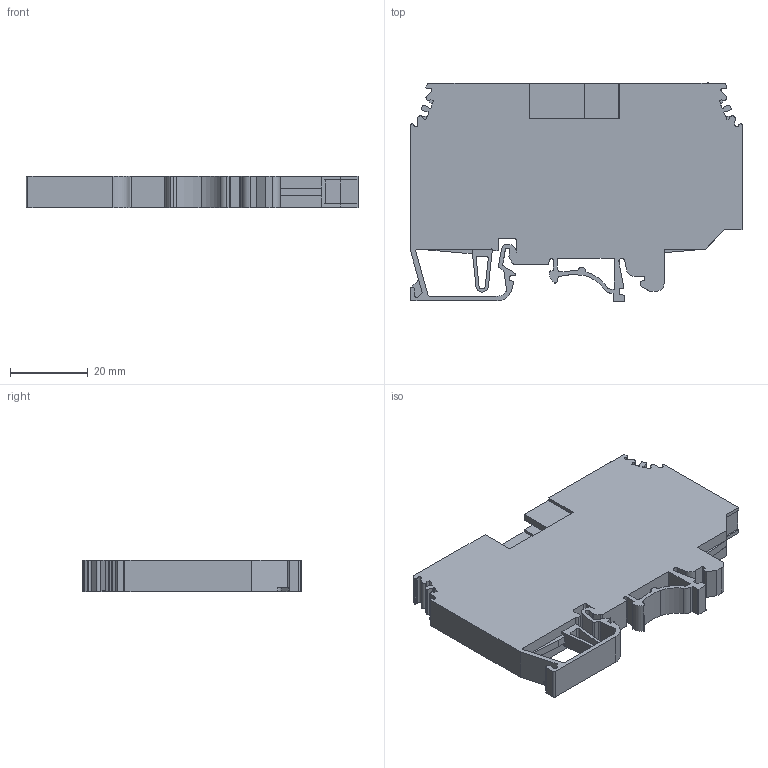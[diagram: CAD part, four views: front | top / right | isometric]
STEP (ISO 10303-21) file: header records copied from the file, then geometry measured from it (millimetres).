
FILE_DESCRIPTION(/* description */ ('Unknown'),/* implementation_level */ '2;1');
FILE_NAME(/* name */ '6KULTD6H',/* time_stamp */ '2016-10-12T10:57:00+05:00',/* author */ ('Unknown'),/* organization */ ('Unknown'),/* preprocessor_version */ 'ST-DEVELOPER v16',/* originating_system */ 'DEX',/* authorisation */ $);
FILE_SCHEMA (('AUTOMOTIVE_DESIGN {1 0 10303 214 3 1 1}'));
Length unit declared in the file: millimetre
Products named in the file (1): 6KULTD6H
Bounding box: 85.2 x 56.2 x 8 mm (x, y, z)
Volume: 26531.2 mm3; surface area: 13617.4 mm2
Topology: 1 solids, 1 shells, 242 faces, 704 edges, 465 vertices
Faces by surface type: plane 157, cylinder 83, torus 2
Full cylindrical faces by diameter (mm): 5.2 x2, 5.4 x2
Entity records: 7989 total; most frequent: CARTESIAN_POINT 1406, ORIENTED_EDGE 1396, DIRECTION 1353, EDGE_CURVE 698, LINE 529, VECTOR 529, VERTEX_POINT 465, AXIS2_PLACEMENT_3D 412
